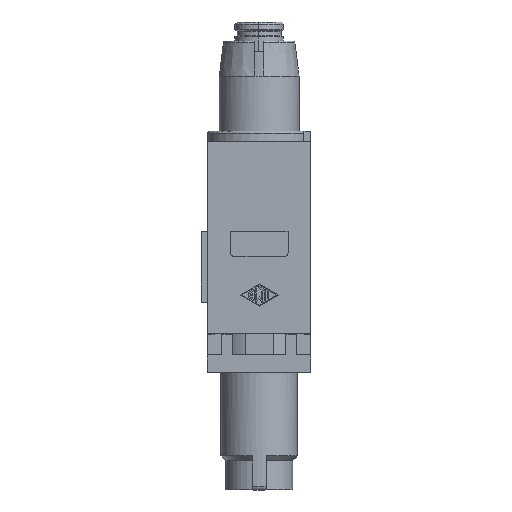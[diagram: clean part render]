
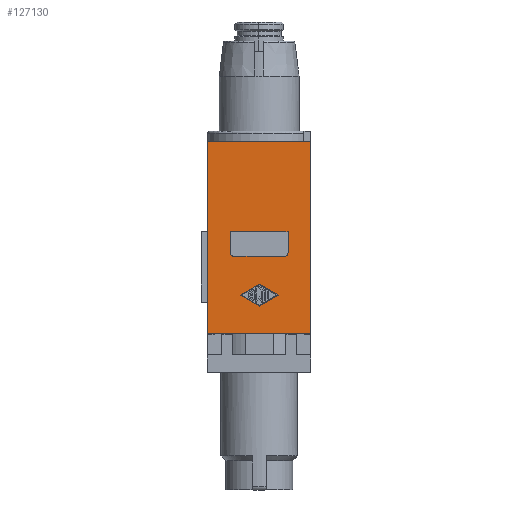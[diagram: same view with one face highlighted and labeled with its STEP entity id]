
A CAD part, front view. The second image highlights one B-rep face of the part: STEP entity #127130.
In plain terms, the highlighted planar face has unit normal (0, -1, 0).
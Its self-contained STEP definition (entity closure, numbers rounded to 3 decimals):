
#56300=CARTESIAN_POINT('',(72.447,51.955,-20.893)
);
#56310=DIRECTION('',(-0.866,0.,
-0.5));
#56320=VECTOR('',#56310,1.);
#56330=LINE('',#56300,#56320);
#56340=CARTESIAN_POINT('',(66.647,51.955,
-24.238));
#56350=VERTEX_POINT('',#56340);
#56360=CARTESIAN_POINT('',(63.938,51.955,
-25.8));
#56370=VERTEX_POINT('',#56360);
#56380=EDGE_CURVE('',#56350,#56370,#56330,.T.);
#58990=CARTESIAN_POINT('',(72.447,51.955,-30.707)
);
#59000=DIRECTION('',(0.866,0.,
-0.5));
#59010=VECTOR('',#59000,1.);
#59020=LINE('',#58990,#59010);
#59030=CARTESIAN_POINT('',(66.647,51.955,
-27.362));
#59040=VERTEX_POINT('',#59030);
#59050=EDGE_CURVE('',#56370,#59040,#59020,.T.);
#67720=CARTESIAN_POINT('',(66.647,51.955,
-37.7));
#67730=DIRECTION('',(0.,-1.,0.));
#67740=DIRECTION('',(0.,0.,1.));
#67750=AXIS2_PLACEMENT_3D('',#67720,#67730,#67740);
#67760=PLANE('',#67750);
#91710=CARTESIAN_POINT('',(59.297,51.955,-20.3)
);
#91720=VERTEX_POINT('',#91710);
#93000=CARTESIAN_POINT('',(73.997,51.955,
-20.3));
#93010=VERTEX_POINT('',#93000);
#93040=CARTESIAN_POINT('',(72.447,51.955,-20.3)
);
#93050=DIRECTION('',(1.,0.,0.));
#93060=VECTOR('',#93050,1.);
#93070=LINE('',#93040,#93060);
#93080=EDGE_CURVE('',#91720,#93010,#93070,.T.);
#98090=CARTESIAN_POINT('',(72.447,51.955,-27.583)
);
#98100=DIRECTION('',(-0.866,0.,
0.5));
#98110=VECTOR('',#98100,1.);
#98120=LINE('',#98090,#98110);
#98130=CARTESIAN_POINT('',(69.355,51.955,
-25.8));
#98140=VERTEX_POINT('',#98130);
#98150=EDGE_CURVE('',#98140,#56350,#98120,.T.);
#112560=CARTESIAN_POINT('',(62.547,51.955,
-31.8));
#112570=VERTEX_POINT('',#112560);
#112600=CARTESIAN_POINT('',(63.047,51.955,
-31.8));
#112610=DIRECTION('',(0.,-1.,0.));
#112620=DIRECTION('',(0.,0.,1.));
#112630=AXIS2_PLACEMENT_3D('',#112600,#112610,#112620);
#112640=CIRCLE('',#112630,0.5);
#112650=CARTESIAN_POINT('',(63.047,51.955,
-31.3));
#112660=VERTEX_POINT('',#112650);
#112670=EDGE_CURVE('',#112660,#112570,#112640,.T.);
#114540=CARTESIAN_POINT('',(72.447,51.955,
-31.3));
#114550=DIRECTION('',(-1.,0.,0.));
#114560=VECTOR('',#114550,1.);
#114570=LINE('',#114540,#114560);
#114580=CARTESIAN_POINT('',(70.247,51.955,
-31.3));
#114590=VERTEX_POINT('',#114580);
#114600=EDGE_CURVE('',#114590,#112660,#114570,.T.);
#118910=CARTESIAN_POINT('',(59.297,51.955,-47.6
));
#118920=VERTEX_POINT('',#118910);
#118950=CARTESIAN_POINT('',(59.297,51.955,
-47.6));
#118960=DIRECTION('',(1.,0.,0.));
#118970=VECTOR('',#118960,1.);
#118980=LINE('',#118950,#118970);
#118990=CARTESIAN_POINT('',(73.997,51.955,-47.6
));
#119000=VERTEX_POINT('',#118990);
#119010=EDGE_CURVE('',#118920,#119000,#118980,.T.);
#120480=CARTESIAN_POINT('',(73.997,51.955,
-46.1));
#120490=DIRECTION('',(0.,0.,-1.));
#120500=VECTOR('',#120490,1.);
#120510=LINE('',#120480,#120500);
#120520=EDGE_CURVE('',#93010,#119000,#120510,.T.);
#123120=CARTESIAN_POINT('',(70.747,51.955,
-34.8));
#123130=VERTEX_POINT('',#123120);
#123160=CARTESIAN_POINT('',(62.547,51.955,
-34.8));
#123170=DIRECTION('',(1.,0.,0.));
#123180=VECTOR('',#123170,1.);
#123190=LINE('',#123160,#123180);
#123200=CARTESIAN_POINT('',(62.547,51.955,
-34.8));
#123210=VERTEX_POINT('',#123200);
#123220=EDGE_CURVE('',#123210,#123130,#123190,.T.);
#124130=CARTESIAN_POINT('',(70.747,51.955,
-31.8));
#124140=VERTEX_POINT('',#124130);
#124170=CARTESIAN_POINT('',(70.747,51.955,
-45.7));
#124180=DIRECTION('',(0.,0.,1.));
#124190=VECTOR('',#124180,1.);
#124200=LINE('',#124170,#124190);
#124210=EDGE_CURVE('',#123130,#124140,#124200,.T.);
#124390=CARTESIAN_POINT('',(62.547,51.955,
-45.7));
#124400=DIRECTION('',(0.,0.,-1.));
#124410=VECTOR('',#124400,1.);
#124420=LINE('',#124390,#124410);
#124430=EDGE_CURVE('',#112570,#123210,#124420,.T.);
#126770=ORIENTED_EDGE('',*,*,#124210,.F.);
#126780=CARTESIAN_POINT('',(70.247,51.955,
-31.8));
#126790=DIRECTION('',(0.,1.,0.));
#126800=DIRECTION('',(0.,0.,-1.));
#126810=AXIS2_PLACEMENT_3D('',#126780,#126790,#126800);
#126820=CIRCLE('',#126810,0.5);
#126830=EDGE_CURVE('',#114590,#124140,#126820,.T.);
#126840=ORIENTED_EDGE('',*,*,#126830,.T.);
#126850=ORIENTED_EDGE('',*,*,#114600,.F.);
#126860=ORIENTED_EDGE('',*,*,#112670,.F.);
#126870=ORIENTED_EDGE('',*,*,#124430,.F.);
#126880=ORIENTED_EDGE('',*,*,#123220,.F.);
#126890=EDGE_LOOP('',(#126880,#126870,#126860,#126850,#126840,#126770));
#126900=FACE_BOUND('',#126890,.T.);
#126910=ORIENTED_EDGE('',*,*,#120520,.F.);
#126920=ORIENTED_EDGE('',*,*,#119010,.T.);
#126930=CARTESIAN_POINT('',(59.297,51.955,
-46.1));
#126940=DIRECTION('',(0.,0.,1.));
#126950=VECTOR('',#126940,1.);
#126960=LINE('',#126930,#126950);
#126970=EDGE_CURVE('',#118920,#91720,#126960,.T.);
#126980=ORIENTED_EDGE('',*,*,#126970,.F.);
#126990=ORIENTED_EDGE('',*,*,#93080,.F.);
#127000=EDGE_LOOP('',(#126990,#126980,#126920,#126910));
#127010=FACE_OUTER_BOUND('',#127000,.T.);
#127020=CARTESIAN_POINT('',(72.447,51.955,-24.017
));
#127030=DIRECTION('',(0.866,0.,
0.5));
#127040=VECTOR('',#127030,1.);
#127050=LINE('',#127020,#127040);
#127060=EDGE_CURVE('',#59040,#98140,#127050,.T.);
#127070=ORIENTED_EDGE('',*,*,#127060,.F.);
#127080=ORIENTED_EDGE('',*,*,#98150,.F.);
#127090=ORIENTED_EDGE('',*,*,#56380,.F.);
#127100=ORIENTED_EDGE('',*,*,#59050,.F.);
#127110=EDGE_LOOP('',(#127100,#127090,#127080,#127070));
#127120=FACE_BOUND('',#127110,.T.);
#127130=ADVANCED_FACE('',(#126900,#127010,#127120),#67760,.T.);
